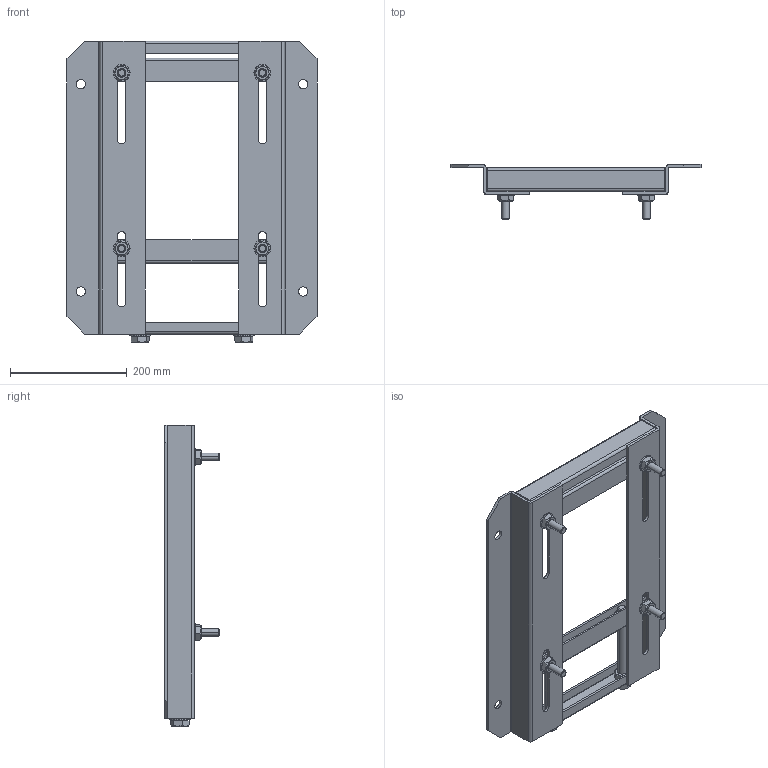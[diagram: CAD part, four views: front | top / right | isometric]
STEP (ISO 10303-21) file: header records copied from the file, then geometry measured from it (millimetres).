
FILE_DESCRIPTION (( 'STEP AP214' ), '1' );
FILE_NAME ('W284T.STEP', '2021-05-04T20:12:30', ( '' ), ( '' ), 'SwSTEP 2.0', 'SolidWorks 2017', '' );
FILE_SCHEMA (( 'AUTOMOTIVE_DESIGN' ));
Length unit declared in the file: inch
Products named in the file (1): W284T
Bounding box: 428.62 x 93.9 x 516.15 mm (x, y, z)
Volume: 1236827.6 mm3; surface area: 606545.8 mm2
Topology: 26 solids, 26 shells, 394 faces, 988 edges, 652 vertices
Faces by surface type: plane 224, cylinder 106, cone 64
Entity records: 18169 total; most frequent: CARTESIAN_POINT 3063, DIRECTION 1982, ORIENTED_EDGE 1976, EDGE_CURVE 988, AXIS2_PLACEMENT_3D 711, VERTEX_POINT 652, VECTOR 560, LINE 560
